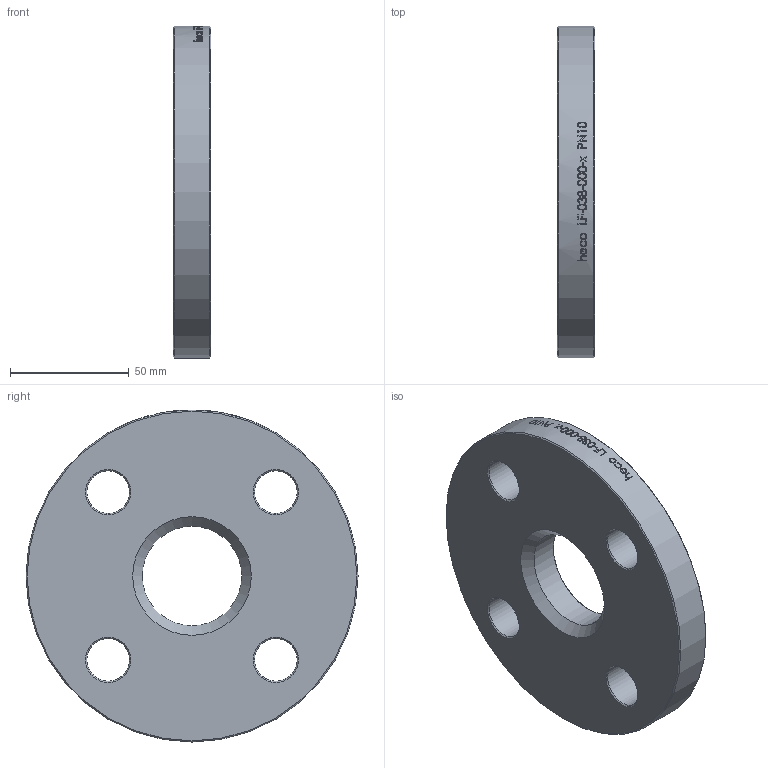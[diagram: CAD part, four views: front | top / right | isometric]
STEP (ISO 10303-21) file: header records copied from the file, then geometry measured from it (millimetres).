
FILE_DESCRIPTION (( 'STEP AP214' ), '1' );
FILE_NAME ('LF-038-000-x Loser Flansch PN10 2101.STEP', '2021-01-18T09:41:57', ( '' ), ( '' ), 'SwSTEP 2.0', 'SolidWorks 2019', '' );
FILE_SCHEMA (( 'AUTOMOTIVE_DESIGN' ));
Length unit declared in the file: millimetre
Products named in the file (1): LF-038-000-x Loser Flansch PN10 2101
Bounding box: 16 x 140 x 140 mm (x, y, z)
Volume: 206482.4 mm3; surface area: 38031 mm2
Topology: 1 solids, 1 shells, 51 faces, 251 edges, 231 vertices
Faces by surface type: cylinder 37, cone 12, plane 2
Full cylindrical faces by diameter (mm): 18 x4, 42 x1, 140 x1
Entity records: 6444 total; most frequent: CARTESIAN_POINT 4374, ORIENTED_EDGE 442, DIRECTION 251, EDGE_CURVE 221, VERTEX_POINT 221, B_SPLINE_CURVE_WITH_KNOTS 132, AXIS2_PLACEMENT_3D 111, EDGE_LOOP 108
